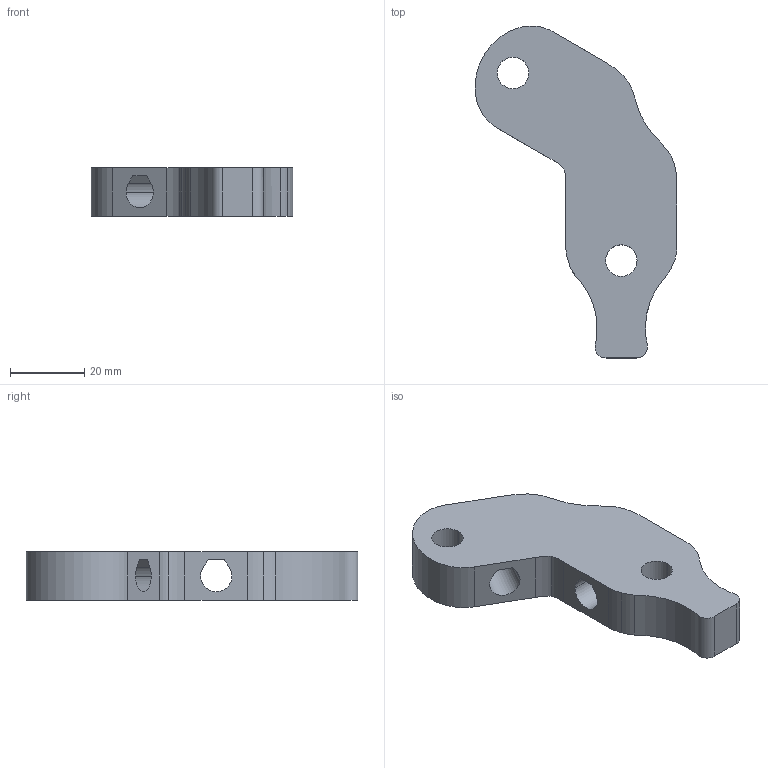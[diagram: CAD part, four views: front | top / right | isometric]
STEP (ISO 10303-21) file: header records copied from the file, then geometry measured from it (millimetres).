
FILE_DESCRIPTION (( 'STEP AP203' ), '1' );
FILE_NAME ('Frame-feet.STEP', '2015-09-09T16:39:37', ( '' ), ( '' ), 'SwSTEP 2.0', 'SolidWorks 2015', '' );
FILE_SCHEMA (( 'CONFIG_CONTROL_DESIGN' ));
Length unit declared in the file: millimetre
Products named in the file (1): Frame-feet
Bounding box: 54.48 x 89.64 x 13.2 mm (x, y, z)
Volume: 28238.4 mm3; surface area: 10053.8 mm2
Topology: 1 solids, 1 shells, 34 faces, 96 edges, 64 vertices
Faces by surface type: plane 13, bspline 11, cylinder 10
Entity records: 1480 total; most frequent: CARTESIAN_POINT 568, ORIENTED_EDGE 192, DIRECTION 142, EDGE_CURVE 96, VERTEX_POINT 64, LINE 54, VECTOR 54, AXIS2_PLACEMENT_3D 44
